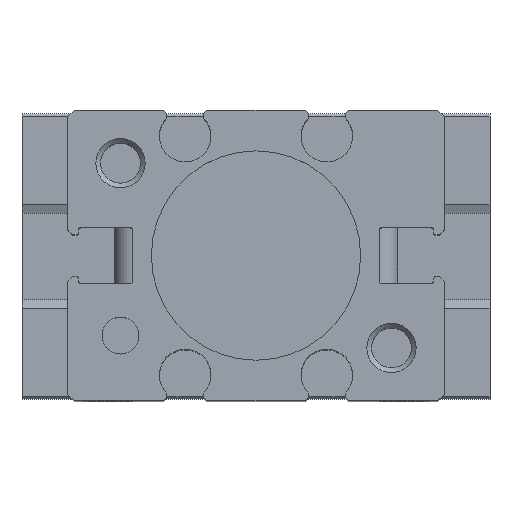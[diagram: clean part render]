
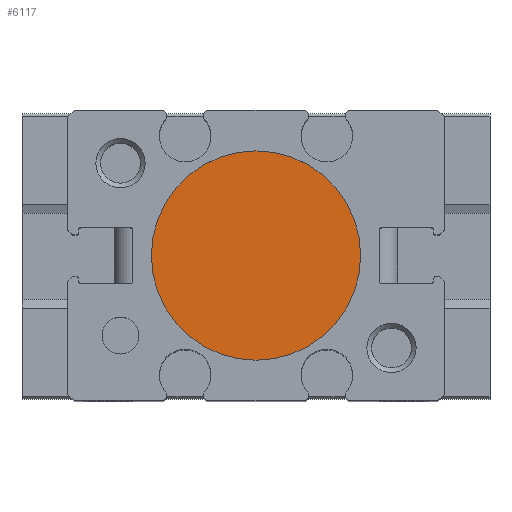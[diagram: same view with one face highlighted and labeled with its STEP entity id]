
A CAD part, top view. The second image highlights one B-rep face of the part: STEP entity #6117.
In plain terms, the highlighted face is planar.
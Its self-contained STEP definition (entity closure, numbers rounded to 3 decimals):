
#264=CIRCLE('',#6587,8.5);
#1002=ORIENTED_EDGE('',*,*,#2482,.F.);
#2482=EDGE_CURVE('',#3270,#3270,#264,.T.);
#3270=VERTEX_POINT('',#9484);
#5062=EDGE_LOOP('',(#1002));
#5510=FACE_BOUND('',#5062,.T.);
#5852=PLANE('',#6588);
#6117=ADVANCED_FACE('',(#5510),#5852,.F.);
#6587=AXIS2_PLACEMENT_3D('',#9483,#7631,#7632);
#6588=AXIS2_PLACEMENT_3D('',#9485,#7633,#7634);
#7631=DIRECTION('',(0.,0.,1.));
#7632=DIRECTION('',(1.,0.,0.));
#7633=DIRECTION('',(0.,0.,1.));
#7634=DIRECTION('',(1.,0.,0.));
#9483=CARTESIAN_POINT('',(0.,0.,-40.5));
#9484=CARTESIAN_POINT('',(8.5,0.,-40.5));
#9485=CARTESIAN_POINT('',(0.,0.,-40.5));
